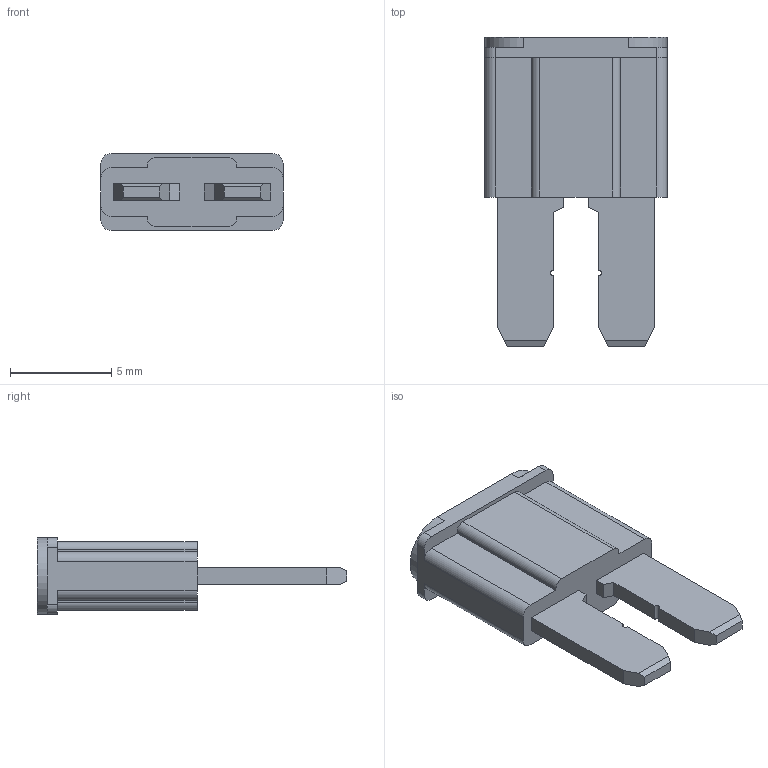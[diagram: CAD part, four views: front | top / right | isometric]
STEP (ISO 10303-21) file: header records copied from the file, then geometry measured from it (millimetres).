
FILE_DESCRIPTION((''),'2;1');
FILE_NAME('3DMODEL_0327000_YX2S_YX2T','2022-07-29T17:14:21',('MLegi'),(''),'CREO PARAMETRIC BY PTC INC, 2021304','CREO PARAMETRIC BY PTC INC, 2021304','');
FILE_SCHEMA(('CONFIG_CONTROL_DESIGN'));
Length unit declared in the file: millimetre
Products named in the file (1): 3DMODEL_0327000_YX2S_YX2T
Bounding box: 9 x 15.3 x 3.8 mm (x, y, z)
Volume: 240.3 mm3; surface area: 365 mm2
Topology: 1 solids, 1 shells, 100 faces, 270 edges, 180 vertices
Faces by surface type: plane 76, cylinder 20, cone 4
Entity records: 3164 total; most frequent: CARTESIAN_POINT 550, ORIENTED_EDGE 540, DIRECTION 522, EDGE_CURVE 270, VECTOR 218, LINE 218, VERTEX_POINT 180, AXIS2_PLACEMENT_3D 152
